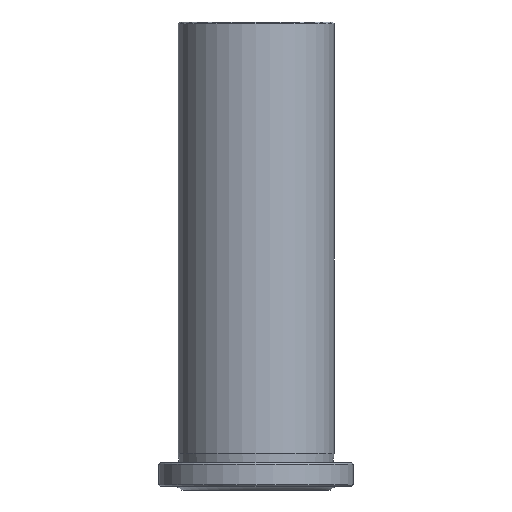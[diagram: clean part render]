
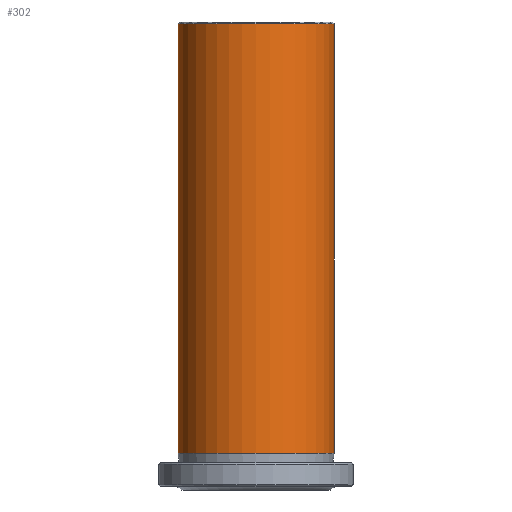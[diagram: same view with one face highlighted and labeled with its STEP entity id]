
A CAD part, left-side view. The second image highlights one B-rep face of the part: STEP entity #302.
In plain terms, the highlighted cylindrical face has radius 10 mm (diameter 20 mm), a partial arc.
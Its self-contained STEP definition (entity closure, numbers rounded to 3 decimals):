
#154=EDGE_CURVE('NONE',#180,#340,#394,.T.);
#168=VERTEX_POINT('NONE',#410);
#170=EDGE_CURVE('NONE',#260,#180,#412,.T.);
#174=EDGE_CURVE('NONE',#168,#340,#417,.T.);
#180=VERTEX_POINT('NONE',#423);
#192=EDGE_CURVE('NONE',#260,#168,#437,.T.);
#260=VERTEX_POINT('NONE',#511);
#302=ADVANCED_FACE('NONE',(#561),#562,.T.);
#340=VERTEX_POINT('NONE',#602);
#394=LINE('',#652,#653);
#410=CARTESIAN_POINT('',(0.,-10.0,4.697));
#412=CIRCLE('',#677,10.0);
#417=CIRCLE('',#683,10.0);
#423=CARTESIAN_POINT('',(0.,10.0,59.8));
#437=LINE('',#705,#706);
#511=CARTESIAN_POINT('',(0.0,-10.0,59.8));
#561=FACE_OUTER_BOUND('',#863,.T.);
#562=CYLINDRICAL_SURFACE('',#864,10.0);
#602=CARTESIAN_POINT('',(0.0,10.0,4.697));
#652=CARTESIAN_POINT('',(0.,10.0,-0.756));
#653=VECTOR('',#979,1000.0);
#677=AXIS2_PLACEMENT_3D('',#1006,#1007,#1008);
#683=AXIS2_PLACEMENT_3D('',#1017,#1018,#1019);
#705=CARTESIAN_POINT('',(0.0,-10.0,-0.756));
#706=VECTOR('',#1039,1000.0);
#863=EDGE_LOOP('',(#1206,#1207,#1208,#1209));
#864=AXIS2_PLACEMENT_3D('',#1210,#1211,#1212);
#979=DIRECTION('',(0.0,0.0,-1.0));
#1006=CARTESIAN_POINT('',(0.0,0.0,59.8));
#1007=DIRECTION('',(0.0,0.0,-1.0));
#1008=DIRECTION('',(0.0,1.0,0.0));
#1017=CARTESIAN_POINT('',(0.0,0.0,4.697));
#1018=DIRECTION('',(0.0,0.0,-1.0));
#1019=DIRECTION('',(0.0,-1.0,0.0));
#1039=DIRECTION('',(0.0,0.0,-1.0));
#1206=ORIENTED_EDGE('',*,*,#170,.T.);
#1207=ORIENTED_EDGE('',*,*,#154,.T.);
#1208=ORIENTED_EDGE('',*,*,#174,.F.);
#1209=ORIENTED_EDGE('',*,*,#192,.F.);
#1210=CARTESIAN_POINT('',(0.0,0.0,-0.756));
#1211=DIRECTION('',(0.0,-0.0,-1.0));
#1212=DIRECTION('',(0.0,-1.0,0.0));
